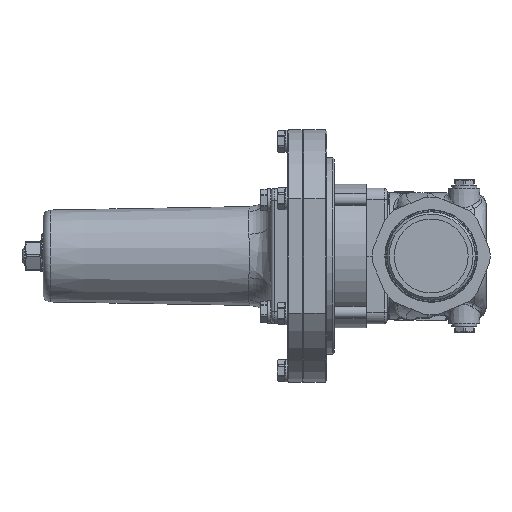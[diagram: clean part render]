
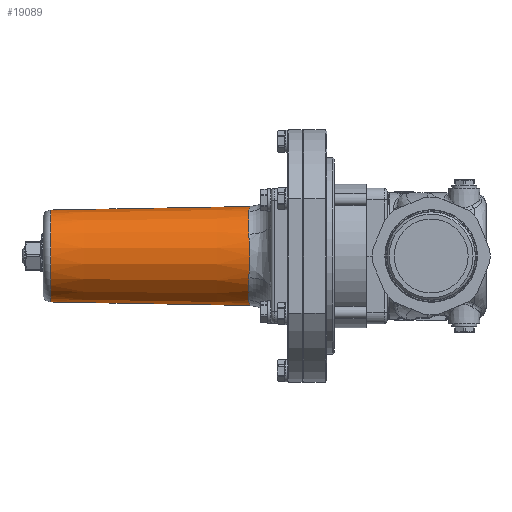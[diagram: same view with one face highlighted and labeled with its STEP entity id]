
A CAD part, left-side view. The second image highlights one B-rep face of the part: STEP entity #19089.
In plain terms, the highlighted conical face has half-angle 1 degrees and reference radius 33 mm.
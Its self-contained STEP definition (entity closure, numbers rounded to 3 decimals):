
#424=CONICAL_SURFACE('',#20963,33.,0.017);
#1598=LINE('',#49522,#2439);
#2439=VECTOR('',#25198,33.);
#3990=FACE_OUTER_BOUND('',#5257,.T.);
#5257=EDGE_LOOP('',(#16736,#16737,#16738,#16739,#16740,#16741,#16742,#16743,
#16744,#16745,#16746,#16747,#16748));
#6357=CIRCLE('',#20950,32.743);
#6361=CIRCLE('',#20955,32.743);
#6365=CIRCLE('',#20960,32.743);
#6368=CIRCLE('',#20964,30.45);
#6369=CIRCLE('',#20965,32.743);
#6370=CIRCLE('',#20966,30.45);
#7229=B_SPLINE_CURVE_WITH_KNOTS('',3,(#49317,#49318,#49319,#49320,#49321,
#49322),.UNSPECIFIED.,.F.,.F.,(4,1,1,4),(-3.142,-2.244,
-0.449,0.),.UNSPECIFIED.);
#7230=B_SPLINE_CURVE_WITH_KNOTS('',3,(#49323,#49324,#49325,#49326,#49327),
 .UNSPECIFIED.,.F.,.F.,(4,1,4),(0.,1.346,3.142),
 .UNSPECIFIED.);
#7231=B_SPLINE_CURVE_WITH_KNOTS('',3,(#49385,#49386,#49387,#49388,#49389,
#49390,#49391),.UNSPECIFIED.,.F.,.F.,(4,1,1,1,4),(-3.142,-2.244,
-0.449,1.346,3.142),.UNSPECIFIED.);
#7232=B_SPLINE_CURVE_WITH_KNOTS('',3,(#49448,#49449,#49450,#49451,#49452,
#49453,#49454),.UNSPECIFIED.,.F.,.F.,(4,1,1,1,4),(-3.142,-2.244,
-0.449,1.346,3.142),.UNSPECIFIED.);
#7233=B_SPLINE_CURVE_WITH_KNOTS('',3,(#49511,#49512,#49513,#49514,#49515,
#49516,#49517),.UNSPECIFIED.,.F.,.F.,(4,1,1,1,4),(-3.142,-2.244,
-0.449,1.346,3.142),.UNSPECIFIED.);
#8758=VERTEX_POINT('',#49304);
#8760=VERTEX_POINT('',#49314);
#8761=VERTEX_POINT('',#49316);
#8762=VERTEX_POINT('',#49330);
#8763=VERTEX_POINT('',#49383);
#8764=VERTEX_POINT('',#49393);
#8765=VERTEX_POINT('',#49446);
#8766=VERTEX_POINT('',#49456);
#8767=VERTEX_POINT('',#49509);
#8768=VERTEX_POINT('',#49519);
#8769=VERTEX_POINT('',#49520);
#11467=EDGE_CURVE('',#8760,#8761,#7229,.T.);
#11468=EDGE_CURVE('',#8761,#8758,#7230,.T.);
#11471=EDGE_CURVE('',#8762,#8760,#6357,.T.);
#11474=EDGE_CURVE('',#8763,#8762,#7231,.T.);
#11476=EDGE_CURVE('',#8764,#8763,#6361,.T.);
#11479=EDGE_CURVE('',#8765,#8764,#7232,.T.);
#11481=EDGE_CURVE('',#8766,#8765,#6365,.T.);
#11484=EDGE_CURVE('',#8767,#8766,#7233,.T.);
#11485=EDGE_CURVE('',#8768,#8769,#6368,.T.);
#11486=EDGE_CURVE('',#8768,#8761,#1598,.T.);
#11487=EDGE_CURVE('',#8758,#8767,#6369,.T.);
#11488=EDGE_CURVE('',#8769,#8768,#6370,.T.);
#16736=ORIENTED_EDGE('',*,*,#11485,.F.);
#16737=ORIENTED_EDGE('',*,*,#11486,.T.);
#16738=ORIENTED_EDGE('',*,*,#11467,.F.);
#16739=ORIENTED_EDGE('',*,*,#11471,.F.);
#16740=ORIENTED_EDGE('',*,*,#11474,.F.);
#16741=ORIENTED_EDGE('',*,*,#11476,.F.);
#16742=ORIENTED_EDGE('',*,*,#11479,.F.);
#16743=ORIENTED_EDGE('',*,*,#11481,.F.);
#16744=ORIENTED_EDGE('',*,*,#11484,.F.);
#16745=ORIENTED_EDGE('',*,*,#11487,.F.);
#16746=ORIENTED_EDGE('',*,*,#11468,.F.);
#16747=ORIENTED_EDGE('',*,*,#11486,.F.);
#16748=ORIENTED_EDGE('',*,*,#11488,.F.);
#19089=ADVANCED_FACE('',(#3990),#424,.T.);
#20950=AXIS2_PLACEMENT_3D('',#49332,#25168,#25169);
#20955=AXIS2_PLACEMENT_3D('',#49395,#25178,#25179);
#20960=AXIS2_PLACEMENT_3D('',#49458,#25188,#25189);
#20963=AXIS2_PLACEMENT_3D('',#49518,#25194,#25195);
#20964=AXIS2_PLACEMENT_3D('',#49521,#25196,#25197);
#20965=AXIS2_PLACEMENT_3D('',#49523,#25199,#25200);
#20966=AXIS2_PLACEMENT_3D('',#49524,#25201,#25202);
#25168=DIRECTION('center_axis',(0.,-1.,0.));
#25169=DIRECTION('ref_axis',(0.,0.,
1.));
#25178=DIRECTION('center_axis',(0.,-1.,0.));
#25179=DIRECTION('ref_axis',(0.,0.,
1.));
#25188=DIRECTION('center_axis',(0.,-1.,0.));
#25189=DIRECTION('ref_axis',(0.,0.,
1.));
#25194=DIRECTION('center_axis',(0.,-1.,0.));
#25195=DIRECTION('ref_axis',(0.,0.,
1.));
#25196=DIRECTION('center_axis',(0.,1.,0.));
#25197=DIRECTION('ref_axis',(0.,0.,
1.));
#25198=DIRECTION('',(0.,-1.,-0.017));
#25199=DIRECTION('center_axis',(0.,-1.,0.));
#25200=DIRECTION('ref_axis',(0.,0.,
1.));
#25201=DIRECTION('center_axis',(0.,1.,0.));
#25202=DIRECTION('ref_axis',(0.,0.,
1.));
#49304=CARTESIAN_POINT('',(14.471,120.804,-29.372));
#49314=CARTESIAN_POINT('',(-14.471,120.804,-29.372));
#49316=CARTESIAN_POINT('',(0.,120.075,-32.755));
#49317=CARTESIAN_POINT('Ctrl Pts',(-14.471,120.804,-29.372));
#49318=CARTESIAN_POINT('Ctrl Pts',(-13.189,120.804,-30.003));
#49319=CARTESIAN_POINT('Ctrl Pts',(-9.225,120.577,-31.648));
#49320=CARTESIAN_POINT('Ctrl Pts',(-4.286,120.115,-32.639));
#49321=CARTESIAN_POINT('Ctrl Pts',(-0.715,120.073,-32.755));
#49322=CARTESIAN_POINT('Ctrl Pts',(0.,120.075,
-32.755));
#49323=CARTESIAN_POINT('Ctrl Pts',(0.,120.075,
-32.755));
#49324=CARTESIAN_POINT('Ctrl Pts',(2.143,120.08,-32.755));
#49325=CARTESIAN_POINT('Ctrl Pts',(7.144,120.304,-32.26));
#49326=CARTESIAN_POINT('Ctrl Pts',(11.907,120.804,-30.634));
#49327=CARTESIAN_POINT('Ctrl Pts',(14.471,120.804,-29.372));
#49330=CARTESIAN_POINT('',(-29.372,120.804,-14.471));
#49332=CARTESIAN_POINT('Origin',(0.,120.804,
0.));
#49383=CARTESIAN_POINT('',(-29.372,120.804,14.471));
#49385=CARTESIAN_POINT('Ctrl Pts',(-29.372,120.804,14.471));
#49386=CARTESIAN_POINT('Ctrl Pts',(-30.003,120.804,13.189));
#49387=CARTESIAN_POINT('Ctrl Pts',(-31.648,120.577,9.225));
#49388=CARTESIAN_POINT('Ctrl Pts',(-33.063,119.917,2.169));
#49389=CARTESIAN_POINT('Ctrl Pts',(-32.492,120.232,-6.464));
#49390=CARTESIAN_POINT('Ctrl Pts',(-30.634,120.804,-11.907));
#49391=CARTESIAN_POINT('Ctrl Pts',(-29.372,120.804,-14.471));
#49393=CARTESIAN_POINT('',(-14.471,120.804,29.372));
#49395=CARTESIAN_POINT('Origin',(0.,120.804,
0.));
#49446=CARTESIAN_POINT('',(14.471,120.804,29.372));
#49448=CARTESIAN_POINT('Ctrl Pts',(14.471,120.804,29.372));
#49449=CARTESIAN_POINT('Ctrl Pts',(13.189,120.804,30.003));
#49450=CARTESIAN_POINT('Ctrl Pts',(9.225,120.577,31.648));
#49451=CARTESIAN_POINT('Ctrl Pts',(2.17,119.917,33.063));
#49452=CARTESIAN_POINT('Ctrl Pts',(-6.464,120.232,32.492));
#49453=CARTESIAN_POINT('Ctrl Pts',(-11.907,120.804,30.634));
#49454=CARTESIAN_POINT('Ctrl Pts',(-14.471,120.804,29.372));
#49456=CARTESIAN_POINT('',(29.372,120.804,14.471));
#49458=CARTESIAN_POINT('Origin',(0.,120.804,
0.));
#49509=CARTESIAN_POINT('',(29.372,120.804,-14.471));
#49511=CARTESIAN_POINT('Ctrl Pts',(29.372,120.804,-14.471));
#49512=CARTESIAN_POINT('Ctrl Pts',(30.003,120.804,-13.189));
#49513=CARTESIAN_POINT('Ctrl Pts',(31.648,120.577,-9.226));
#49514=CARTESIAN_POINT('Ctrl Pts',(33.063,119.917,-2.17));
#49515=CARTESIAN_POINT('Ctrl Pts',(32.492,120.232,6.464));
#49516=CARTESIAN_POINT('Ctrl Pts',(30.634,120.804,11.907));
#49517=CARTESIAN_POINT('Ctrl Pts',(29.372,120.804,14.471));
#49518=CARTESIAN_POINT('Origin',(0.,106.066,
0.));
#49519=CARTESIAN_POINT('',(0.,252.153,-30.45));
#49520=CARTESIAN_POINT('',(30.45,252.153,0.));
#49521=CARTESIAN_POINT('Origin',(0.,252.153,
0.));
#49522=CARTESIAN_POINT('',(0.,106.066,-33.));
#49523=CARTESIAN_POINT('Origin',(0.,120.804,
0.));
#49524=CARTESIAN_POINT('Origin',(0.,252.153,
0.));
